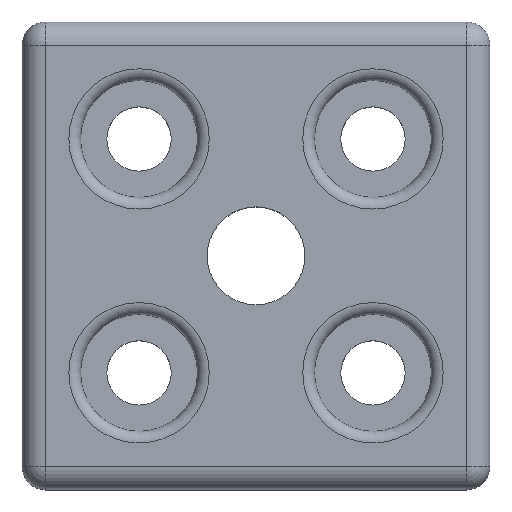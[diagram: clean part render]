
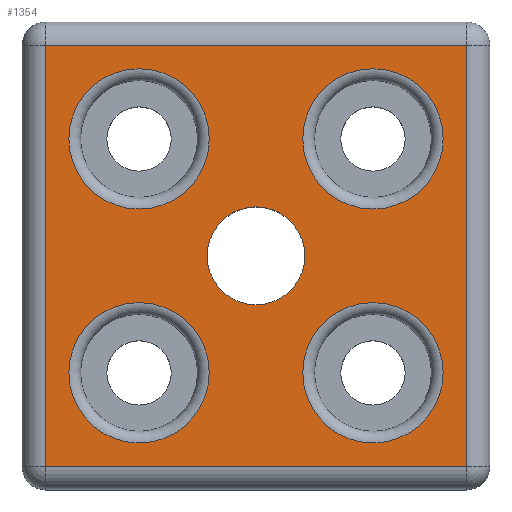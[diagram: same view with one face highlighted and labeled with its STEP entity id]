
A CAD part, top view. The second image highlights one B-rep face of the part: STEP entity #1354.
In plain terms, the highlighted planar face has unit normal (0, 0, 1).
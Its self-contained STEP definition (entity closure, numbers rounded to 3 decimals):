
#37=PLANE('',#1547);
#114=LINE('',#2417,#182);
#115=LINE('',#2420,#183);
#116=LINE('',#2422,#184);
#117=LINE('',#2424,#185);
#182=VECTOR('',#1976,1000.);
#183=VECTOR('',#1977,1000.);
#184=VECTOR('',#1978,1000.);
#185=VECTOR('',#1979,1000.);
#443=ORIENTED_EDGE('',*,*,#715,.T.);
#444=ORIENTED_EDGE('',*,*,#716,.T.);
#445=ORIENTED_EDGE('',*,*,#717,.T.);
#446=ORIENTED_EDGE('',*,*,#718,.T.);
#447=ORIENTED_EDGE('',*,*,#719,.T.);
#448=ORIENTED_EDGE('',*,*,#720,.T.);
#449=ORIENTED_EDGE('',*,*,#721,.T.);
#450=ORIENTED_EDGE('',*,*,#722,.T.);
#451=ORIENTED_EDGE('',*,*,#723,.T.);
#715=EDGE_CURVE('',#853,#853,#967,.T.);
#716=EDGE_CURVE('',#854,#854,#968,.T.);
#717=EDGE_CURVE('',#855,#855,#969,.T.);
#718=EDGE_CURVE('',#856,#856,#970,.T.);
#719=EDGE_CURVE('',#857,#857,#971,.T.);
#720=EDGE_CURVE('',#858,#859,#114,.F.);
#721=EDGE_CURVE('',#859,#860,#115,.F.);
#722=EDGE_CURVE('',#860,#861,#116,.F.);
#723=EDGE_CURVE('',#861,#858,#117,.F.);
#853=VERTEX_POINT('',#2408);
#854=VERTEX_POINT('',#2410);
#855=VERTEX_POINT('',#2412);
#856=VERTEX_POINT('',#2414);
#857=VERTEX_POINT('',#2416);
#858=VERTEX_POINT('',#2418);
#859=VERTEX_POINT('',#2419);
#860=VERTEX_POINT('',#2421);
#861=VERTEX_POINT('',#2423);
#967=CIRCLE('',#1548,6.);
#968=CIRCLE('',#1549,6.);
#969=CIRCLE('',#1550,6.);
#970=CIRCLE('',#1551,6.);
#971=CIRCLE('',#1552,4.188);
#1062=EDGE_LOOP('',(#443));
#1063=EDGE_LOOP('',(#444));
#1064=EDGE_LOOP('',(#445));
#1065=EDGE_LOOP('',(#446));
#1066=EDGE_LOOP('',(#447));
#1067=EDGE_LOOP('',(#448,#449,#450,#451));
#1188=FACE_BOUND('',#1062,.T.);
#1189=FACE_BOUND('',#1063,.T.);
#1190=FACE_BOUND('',#1064,.T.);
#1191=FACE_BOUND('',#1065,.T.);
#1192=FACE_BOUND('',#1066,.T.);
#1193=FACE_BOUND('',#1067,.T.);
#1354=ADVANCED_FACE('',(#1188,#1189,#1190,#1191,#1192,#1193),#37,.F.);
#1547=AXIS2_PLACEMENT_3D('',#2406,#1964,#1965);
#1548=AXIS2_PLACEMENT_3D('',#2407,#1966,#1967);
#1549=AXIS2_PLACEMENT_3D('',#2409,#1968,#1969);
#1550=AXIS2_PLACEMENT_3D('',#2411,#1970,#1971);
#1551=AXIS2_PLACEMENT_3D('',#2413,#1972,#1973);
#1552=AXIS2_PLACEMENT_3D('',#2415,#1974,#1975);
#1964=DIRECTION('',(0.,0.,-1.));
#1965=DIRECTION('',(-1.,0.,0.));
#1966=DIRECTION('',(0.,0.,-1.));
#1967=DIRECTION('',(-1.,0.,0.));
#1968=DIRECTION('',(0.,0.,-1.));
#1969=DIRECTION('',(-1.,0.,0.));
#1970=DIRECTION('',(0.,0.,-1.));
#1971=DIRECTION('',(-1.,0.,0.));
#1972=DIRECTION('',(0.,0.,-1.));
#1973=DIRECTION('',(-1.,0.,0.));
#1974=DIRECTION('',(0.,0.,-1.));
#1975=DIRECTION('',(-1.,0.,0.));
#1976=DIRECTION('',(-1.,0.,0.));
#1977=DIRECTION('',(0.,-1.,0.));
#1978=DIRECTION('',(1.,0.,0.));
#1979=DIRECTION('',(0.,1.,0.));
#2406=CARTESIAN_POINT('',(18.,18.,12.));
#2407=CARTESIAN_POINT('',(10.,10.,12.));
#2408=CARTESIAN_POINT('',(4.,10.,12.));
#2409=CARTESIAN_POINT('',(10.,-10.,12.));
#2410=CARTESIAN_POINT('',(4.,-10.,12.));
#2411=CARTESIAN_POINT('',(-10.,10.,12.));
#2412=CARTESIAN_POINT('',(-16.,10.,12.));
#2413=CARTESIAN_POINT('',(-10.,-10.,12.));
#2414=CARTESIAN_POINT('',(-16.,-10.,12.));
#2415=CARTESIAN_POINT('',(0.,0.,12.));
#2416=CARTESIAN_POINT('',(-4.188,0.,12.));
#2417=CARTESIAN_POINT('',(18.,-18.,12.));
#2418=CARTESIAN_POINT('',(-18.,-18.,12.));
#2419=CARTESIAN_POINT('',(18.,-18.,12.));
#2420=CARTESIAN_POINT('',(18.,18.,12.));
#2421=CARTESIAN_POINT('',(18.,18.,12.));
#2422=CARTESIAN_POINT('',(-18.,18.,12.));
#2423=CARTESIAN_POINT('',(-18.,18.,12.));
#2424=CARTESIAN_POINT('',(-18.,-18.,12.));
